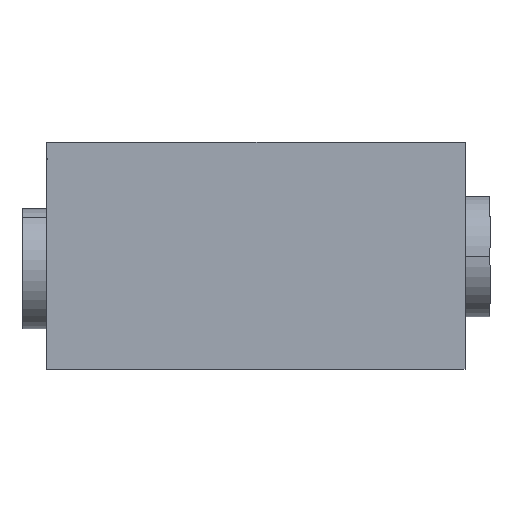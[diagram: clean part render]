
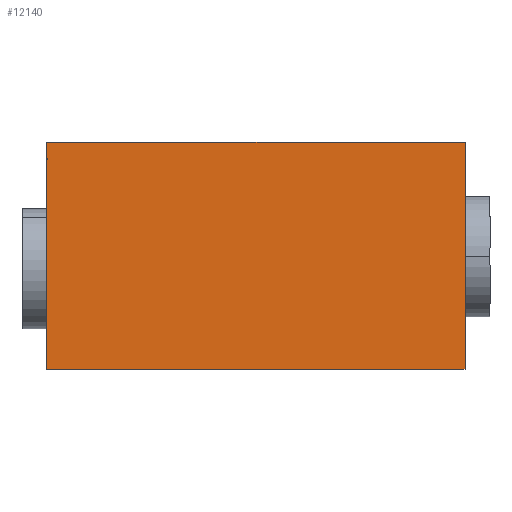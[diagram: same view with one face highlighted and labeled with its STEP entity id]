
A CAD part, left-side view. The second image highlights one B-rep face of the part: STEP entity #12140.
In plain terms, the highlighted planar face has unit normal (-1, 0, 0).
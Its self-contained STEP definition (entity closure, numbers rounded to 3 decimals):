
#10550=CARTESIAN_POINT('',(-778.5,-430.,
441.5));
#10560=DIRECTION('',(1.,0.,0.));
#10570=DIRECTION('',(0.,0.,-1.));
#10580=AXIS2_PLACEMENT_3D('',#10550,#10560,#10570);
#10590=PLANE('',#10580);
#10600=CARTESIAN_POINT('',(-778.5,-427.,
441.5));
#10610=DIRECTION('',(0.,0.,-1.));
#10620=VECTOR('',#10610,1.);
#10630=LINE('',#10600,#10620);
#10640=CARTESIAN_POINT('',(-778.5,-427.,
-30.));
#10650=VERTEX_POINT('',#10640);
#10660=CARTESIAN_POINT('',(-778.5,-427.,
-30.1));
#10670=VERTEX_POINT('',#10660);
#10680=EDGE_CURVE('',#10650,#10670,#10630,.T.);
#10690=ORIENTED_EDGE('',*,*,#10680,.F.);
#10700=CARTESIAN_POINT('',(-778.5,531.,
-30.1));
#10710=DIRECTION('',(0.,-1.,0.));
#10720=VECTOR('',#10710,1.);
#10730=LINE('',#10700,#10720);
#10740=CARTESIAN_POINT('',(-778.5,-318.317,
-30.1));
#10750=VERTEX_POINT('',#10740);
#10760=EDGE_CURVE('',#10750,#10670,#10730,.T.);
#10770=ORIENTED_EDGE('',*,*,#10760,.T.);
#10780=CARTESIAN_POINT('',(-778.5,-318.317,
-31.));
#10790=DIRECTION('',(0.,0.,1.));
#10800=VECTOR('',#10790,1.);
#10810=LINE('',#10780,#10800);
#10820=CARTESIAN_POINT('',(-778.5,-318.317,
-30.));
#10830=VERTEX_POINT('',#10820);
#10840=EDGE_CURVE('',#10750,#10830,#10810,.T.);
#10850=ORIENTED_EDGE('',*,*,#10840,.F.);
#10860=CARTESIAN_POINT('',(-778.5,4.5,
-30.));
#10870=DIRECTION('',(0.,1.,0.));
#10880=VECTOR('',#10870,1.);
#10890=LINE('',#10860,#10880);
#10900=CARTESIAN_POINT('',(-778.5,-221.683,
-30.));
#10910=VERTEX_POINT('',#10900);
#10920=EDGE_CURVE('',#10830,#10910,#10890,.T.);
#10930=ORIENTED_EDGE('',*,*,#10920,.F.);
#10940=CARTESIAN_POINT('',(-778.5,-221.683,
-31.));
#10950=DIRECTION('',(0.,0.,1.));
#10960=VECTOR('',#10950,1.);
#10970=LINE('',#10940,#10960);
#10980=CARTESIAN_POINT('',(-778.5,-221.683,
-30.1));
#10990=VERTEX_POINT('',#10980);
#11000=EDGE_CURVE('',#10990,#10910,#10970,.T.);
#11010=ORIENTED_EDGE('',*,*,#11000,.T.);
#11020=CARTESIAN_POINT('',(-778.5,221.683,-30.1));
#11030=VERTEX_POINT('',#11020);
#11040=EDGE_CURVE('',#11030,#10990,#10730,.T.);
#11050=ORIENTED_EDGE('',*,*,#11040,.T.);
#11060=CARTESIAN_POINT('',(-778.5,221.683,
-31.));
#11070=DIRECTION('',(0.,0.,1.));
#11080=VECTOR('',#11070,1.);
#11090=LINE('',#11060,#11080);
#11100=CARTESIAN_POINT('',(-778.5,221.683,
-30.));
#11110=VERTEX_POINT('',#11100);
#11120=EDGE_CURVE('',#11030,#11110,#11090,.T.);
#11130=ORIENTED_EDGE('',*,*,#11120,.F.);
#11140=CARTESIAN_POINT('',(-778.5,4.5,
-30.));
#11150=DIRECTION('',(0.,1.,0.));
#11160=VECTOR('',#11150,1.);
#11170=LINE('',#11140,#11160);
#11180=CARTESIAN_POINT('',(-778.5,318.317,
-30.));
#11190=VERTEX_POINT('',#11180);
#11200=EDGE_CURVE('',#11110,#11190,#11170,.T.);
#11210=ORIENTED_EDGE('',*,*,#11200,.F.);
#11220=CARTESIAN_POINT('',(-778.5,318.317,
-31.));
#11230=DIRECTION('',(0.,0.,1.));
#11240=VECTOR('',#11230,1.);
#11250=LINE('',#11220,#11240);
#11260=CARTESIAN_POINT('',(-778.5,318.317,
-30.1));
#11270=VERTEX_POINT('',#11260);
#11280=EDGE_CURVE('',#11270,#11190,#11250,.T.);
#11290=ORIENTED_EDGE('',*,*,#11280,.T.);
#11300=CARTESIAN_POINT('',(-778.5,437.5,
-30.1));
#11310=VERTEX_POINT('',#11300);
#11320=EDGE_CURVE('',#11310,#11270,#10730,.T.);
#11330=ORIENTED_EDGE('',*,*,#11320,.T.);
#11340=CARTESIAN_POINT('',(-778.5,437.5,
441.5));
#11350=DIRECTION('',(0.,0.,1.));
#11360=VECTOR('',#11350,1.);
#11370=LINE('',#11340,#11360);
#11380=CARTESIAN_POINT('',(-778.5,437.5,
-30.));
#11390=VERTEX_POINT('',#11380);
#11400=EDGE_CURVE('',#11310,#11390,#11370,.T.);
#11410=ORIENTED_EDGE('',*,*,#11400,.F.);
#11420=CARTESIAN_POINT('',(-778.5,4.5,
-30.));
#11430=DIRECTION('',(0.,1.,0.));
#11440=VECTOR('',#11430,1.);
#11450=LINE('',#11420,#11440);
#11460=CARTESIAN_POINT('',(-778.5,439.,
-30.));
#11470=VERTEX_POINT('',#11460);
#11480=EDGE_CURVE('',#11390,#11470,#11450,.T.);
#11490=ORIENTED_EDGE('',*,*,#11480,.F.);
#11500=CARTESIAN_POINT('',(-778.5,439.,
441.5));
#11510=DIRECTION('',(0.,0.,1.));
#11520=VECTOR('',#11510,1.);
#11530=LINE('',#11500,#11520);
#11540=CARTESIAN_POINT('',(-778.5,439.,
406.));
#11550=VERTEX_POINT('',#11540);
#11560=EDGE_CURVE('',#11470,#11550,#11530,.T.);
#11570=ORIENTED_EDGE('',*,*,#11560,.F.);
#11580=CARTESIAN_POINT('',(-778.5,4.5,
406.));
#11590=DIRECTION('',(0.,-1.,0.));
#11600=VECTOR('',#11590,1.);
#11610=LINE('',#11580,#11600);
#11620=CARTESIAN_POINT('',(-778.5,438.,
406.));
#11630=VERTEX_POINT('',#11620);
#11640=EDGE_CURVE('',#11550,#11630,#11610,.T.);
#11650=ORIENTED_EDGE('',*,*,#11640,.F.);
#11660=CARTESIAN_POINT('',(-778.5,438.,
441.5));
#11670=DIRECTION('',(0.,0.,1.));
#11680=VECTOR('',#11670,1.);
#11690=LINE('',#11660,#11680);
#11700=CARTESIAN_POINT('',(-778.5,438.,
408.));
#11710=VERTEX_POINT('',#11700);
#11720=EDGE_CURVE('',#11630,#11710,#11690,.T.);
#11730=ORIENTED_EDGE('',*,*,#11720,.F.);
#11740=CARTESIAN_POINT('',(-778.5,4.5,
408.));
#11750=DIRECTION('',(0.,1.,0.));
#11760=VECTOR('',#11750,1.);
#11770=LINE('',#11740,#11760);
#11780=CARTESIAN_POINT('',(-778.5,439.,
408.));
#11790=VERTEX_POINT('',#11780);
#11800=EDGE_CURVE('',#11710,#11790,#11770,.T.);
#11810=ORIENTED_EDGE('',*,*,#11800,.F.);
#11820=CARTESIAN_POINT('',(-778.5,439.,
441.5));
#11830=DIRECTION('',(0.,0.,1.));
#11840=VECTOR('',#11830,1.);
#11850=LINE('',#11820,#11840);
#11860=CARTESIAN_POINT('',(-778.5,439.,
441.5));
#11870=VERTEX_POINT('',#11860);
#11880=EDGE_CURVE('',#11790,#11870,#11850,.T.);
#11890=ORIENTED_EDGE('',*,*,#11880,.F.);
#11900=CARTESIAN_POINT('',(-778.5,-430.,
441.5));
#11910=DIRECTION('',(0.,1.,0.));
#11920=VECTOR('',#11910,1.);
#11930=LINE('',#11900,#11920);
#11940=CARTESIAN_POINT('',(-778.5,-430.,
441.5));
#11950=VERTEX_POINT('',#11940);
#11960=EDGE_CURVE('',#11950,#11870,#11930,.T.);
#11970=ORIENTED_EDGE('',*,*,#11960,.T.);
#11980=CARTESIAN_POINT('',(-778.5,-430.,
441.5));
#11990=DIRECTION('',(0.,0.,-1.));
#12000=VECTOR('',#11990,1.);
#12010=LINE('',#11980,#12000);
#12020=CARTESIAN_POINT('',(-778.5,-430.,
-30.));
#12030=VERTEX_POINT('',#12020);
#12040=EDGE_CURVE('',#11950,#12030,#12010,.T.);
#12050=ORIENTED_EDGE('',*,*,#12040,.F.);
#12060=CARTESIAN_POINT('',(-778.5,4.5,
-30.));
#12070=DIRECTION('',(0.,1.,0.));
#12080=VECTOR('',#12070,1.);
#12090=LINE('',#12060,#12080);
#12100=EDGE_CURVE('',#12030,#10650,#12090,.T.);
#12110=ORIENTED_EDGE('',*,*,#12100,.F.);
#12120=EDGE_LOOP('',(#12110,#12050,#11970,#11890,#11810,#11730,#11650,
#11570,#11490,#11410,#11330,#11290,#11210,#11130,#11050,#11010,#10930,
#10850,#10770,#10690));
#12130=FACE_OUTER_BOUND('',#12120,.T.);
#12140=ADVANCED_FACE('',(#12130),#10590,.F.);
